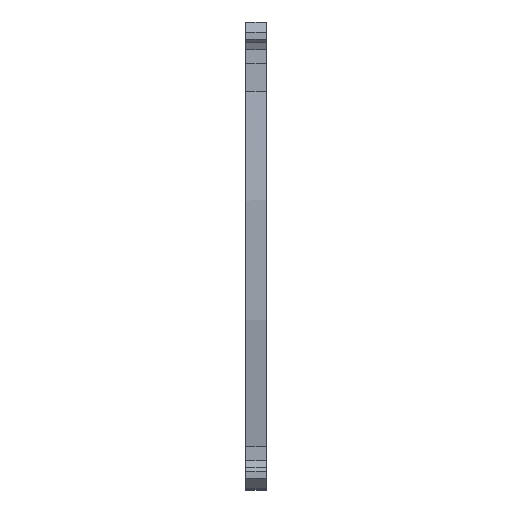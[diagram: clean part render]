
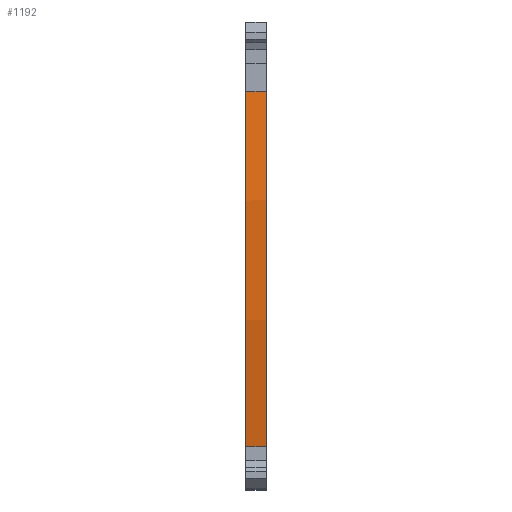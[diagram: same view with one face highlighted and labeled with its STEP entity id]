
A CAD part, top view. The second image highlights one B-rep face of the part: STEP entity #1192.
In plain terms, the highlighted free-form (B-spline) face has degree [3, 1] with [10, 2] control points.
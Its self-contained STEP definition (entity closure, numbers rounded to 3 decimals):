
#61 = CARTESIAN_POINT ( 'NONE',  ( 1.5, 306., 92.275 ) ) ;
#148 = VERTEX_POINT ( 'NONE', #2949 ) ;
#161 = VECTOR ( 'NONE', #1605, 1000. ) ;
#168 = VERTEX_POINT ( 'NONE', #4338 ) ;
#198 = VERTEX_POINT ( 'NONE', #353 ) ;
#207 = VERTEX_POINT ( 'NONE', #61 ) ;
#353 = CARTESIAN_POINT ( 'NONE',  ( 1.5, 357., 93.834 ) ) ;
#412 = B_SPLINE_CURVE_WITH_KNOTS ( 'NONE', 3,
 ( #2570, #2754, #2498, #2473, #2425, #2417, #2382, #2367, #2342, #2312 ),
 .UNSPECIFIED., .F., .F.,
 ( 4, 2, 2, 2, 4 ),
 ( 0., 0.087, 0.401, 0.715, 1. ),
 .UNSPECIFIED. ) ;
#595 = EDGE_LOOP ( 'NONE', ( #1291, #1302, #1307, #1321 ) ) ;
#1094 = B_SPLINE_CURVE_WITH_KNOTS ( 'NONE', 3,
 ( #1509, #1514, #1478, #1474, #1456, #1432, #1422, #1413, #1402, #1383, #1376, #1365, #1359, #1348, #1329, #1319, #1308, #1293, #1286, #1276, #1270, #1256, #1251, #1241, #1236 ),
 .UNSPECIFIED., .F., .F.,
 ( 4, 1, 1, 1, 2, 2, 1, 1, 1, 2, 2, 1, 1, 1, 2, 2, 4 ),
 ( 0., 0.125, 0.188, 0.219, 0.234, 0.25, 0.375, 0.438, 0.469, 0.484, 0.5, 0.625, 0.688, 0.719, 0.734, 0.75, 1. ),
 .UNSPECIFIED. ) ;
#1153 = DIRECTION ( 'NONE',  ( -1., 0., 0. ) ) ;
#1163 = CARTESIAN_POINT ( 'NONE',  ( 1.5, 306., 92.275 ) ) ;
#1192 = ADVANCED_FACE ( 'NONE', ( #1491 ), #3868, .F. ) ;
#1236 = CARTESIAN_POINT ( 'NONE',  ( 1.5, 306., 92.275 ) ) ;
#1241 = CARTESIAN_POINT ( 'NONE',  ( 1.5, 310.595, 93.275 ) ) ;
#1251 = CARTESIAN_POINT ( 'NONE',  ( 1.5, 315.129, 94.058 ) ) ;
#1256 = CARTESIAN_POINT ( 'NONE',  ( 1.5, 319.882, 94.659 ) ) ;
#1270 = CARTESIAN_POINT ( 'NONE',  ( 1.5, 320.159, 94.693 ) ) ;
#1276 = CARTESIAN_POINT ( 'NONE',  ( 1.5, 320.714, 94.76 ) ) ;
#1286 = CARTESIAN_POINT ( 'NONE',  ( 1.5, 321.547, 94.858 ) ) ;
#1291 = ORIENTED_EDGE ( 'NONE', *, *, #3998, .T. ) ;
#1293 = CARTESIAN_POINT ( 'NONE',  ( 1.5, 323.482, 95.069 ) ) ;
#1302 = ORIENTED_EDGE ( 'NONE', *, *, #3576, .F. ) ;
#1307 = ORIENTED_EDGE ( 'NONE', *, *, #3570, .F. ) ;
#1308 = CARTESIAN_POINT ( 'NONE',  ( 1.5, 327.327, 95.419 ) ) ;
#1319 = CARTESIAN_POINT ( 'NONE',  ( 1.5, 330.577, 95.596 ) ) ;
#1321 = ORIENTED_EDGE ( 'NONE', *, *, #3565, .T. ) ;
#1329 = CARTESIAN_POINT ( 'NONE',  ( 1.5, 332.992, 95.667 ) ) ;
#1348 = CARTESIAN_POINT ( 'NONE',  ( 1.5, 333.256, 95.674 ) ) ;
#1359 = CARTESIAN_POINT ( 'NONE',  ( 1.5, 333.788, 95.686 ) ) ;
#1365 = CARTESIAN_POINT ( 'NONE',  ( 1.5, 334.585, 95.702 ) ) ;
#1376 = CARTESIAN_POINT ( 'NONE',  ( 1.5, 336.435, 95.722 ) ) ;
#1383 = CARTESIAN_POINT ( 'NONE',  ( 1.5, 340.103, 95.69 ) ) ;
#1402 = CARTESIAN_POINT ( 'NONE',  ( 1.5, 343.19, 95.54 ) ) ;
#1413 = CARTESIAN_POINT ( 'NONE',  ( 1.5, 345.478, 95.367 ) ) ;
#1422 = CARTESIAN_POINT ( 'NONE',  ( 1.5, 345.728, 95.348 ) ) ;
#1432 = CARTESIAN_POINT ( 'NONE',  ( 1.5, 346.231, 95.306 ) ) ;
#1456 = CARTESIAN_POINT ( 'NONE',  ( 1.5, 346.985, 95.241 ) ) ;
#1474 = CARTESIAN_POINT ( 'NONE',  ( 1.5, 348.733, 95.073 ) ) ;
#1478 = CARTESIAN_POINT ( 'NONE',  ( 1.5, 352.192, 94.667 ) ) ;
#1491 = FACE_OUTER_BOUND ( 'NONE', #595, .T. ) ;
#1509 = CARTESIAN_POINT ( 'NONE',  ( 1.5, 357., 93.834 ) ) ;
#1514 = CARTESIAN_POINT ( 'NONE',  ( 1.5, 355.094, 94.199 ) ) ;
#1588 = CARTESIAN_POINT ( 'NONE',  ( 1.5, 357., 93.834 ) ) ;
#1605 = DIRECTION ( 'NONE',  ( -1., 0., 0. ) ) ;
#2312 = CARTESIAN_POINT ( 'NONE',  ( -1.5, 306., 92.275 ) ) ;
#2342 = CARTESIAN_POINT ( 'NONE',  ( -1.5, 311.241, 93.416 ) ) ;
#2367 = CARTESIAN_POINT ( 'NONE',  ( -1.5, 316.413, 94.275 ) ) ;
#2382 = CARTESIAN_POINT ( 'NONE',  ( -1.5, 327.049, 95.48 ) ) ;
#2417 = CARTESIAN_POINT ( 'NONE',  ( -1.5, 332.489, 95.764 ) ) ;
#2425 = CARTESIAN_POINT ( 'NONE',  ( -1.5, 343.015, 95.649 ) ) ;
#2473 = CARTESIAN_POINT ( 'NONE',  ( -1.5, 348.1, 95.249 ) ) ;
#2498 = CARTESIAN_POINT ( 'NONE',  ( -1.5, 354.336, 94.315 ) ) ;
#2570 = CARTESIAN_POINT ( 'NONE',  ( -1.5, 357., 93.834 ) ) ;
#2754 = CARTESIAN_POINT ( 'NONE',  ( -1.5, 355.676, 94.087 ) ) ;
#2949 = CARTESIAN_POINT ( 'NONE',  ( -1.5, 357., 93.834 ) ) ;
#2999 = CARTESIAN_POINT ( 'NONE',  ( -1.5, 348.1, 95.249 ) ) ;
#3011 = CARTESIAN_POINT ( 'NONE',  ( -1.5, 306., 92.275 ) ) ;
#3027 = CARTESIAN_POINT ( 'NONE',  ( 1.5, 306., 92.275 ) ) ;
#3037 = CARTESIAN_POINT ( 'NONE',  ( -1.5, 311.241, 93.416 ) ) ;
#3093 = CARTESIAN_POINT ( 'NONE',  ( -1.5, 316.413, 94.275 ) ) ;
#3103 = CARTESIAN_POINT ( 'NONE',  ( 1.5, 311.241, 93.416 ) ) ;
#3157 = CARTESIAN_POINT ( 'NONE',  ( 1.5, 343.015, 95.649 ) ) ;
#3217 = CARTESIAN_POINT ( 'NONE',  ( 1.5, 316.413, 94.275 ) ) ;
#3222 = CARTESIAN_POINT ( 'NONE',  ( -1.5, 327.049, 95.48 ) ) ;
#3233 = CARTESIAN_POINT ( 'NONE',  ( 1.5, 327.049, 95.48 ) ) ;
#3275 = CARTESIAN_POINT ( 'NONE',  ( -1.5, 332.489, 95.764 ) ) ;
#3318 = CARTESIAN_POINT ( 'NONE',  ( 1.5, 332.489, 95.764 ) ) ;
#3325 = CARTESIAN_POINT ( 'NONE',  ( -1.5, 343.015, 95.649 ) ) ;
#3341 = CARTESIAN_POINT ( 'NONE',  ( 1.5, 355.676, 94.087 ) ) ;
#3384 = CARTESIAN_POINT ( 'NONE',  ( -1.5, 354.336, 94.315 ) ) ;
#3395 = CARTESIAN_POINT ( 'NONE',  ( 1.5, 348.1, 95.249 ) ) ;
#3414 = LINE ( 'NONE', #1588, #161 ) ;
#3446 = CARTESIAN_POINT ( 'NONE',  ( 1.5, 357., 93.834 ) ) ;
#3467 = CARTESIAN_POINT ( 'NONE',  ( 1.5, 354.336, 94.315 ) ) ;
#3487 = CARTESIAN_POINT ( 'NONE',  ( -1.5, 355.676, 94.087 ) ) ;
#3530 = CARTESIAN_POINT ( 'NONE',  ( -1.5, 357., 93.834 ) ) ;
#3565 = EDGE_CURVE ( 'NONE', #198, #148, #3414, .T. ) ;
#3570 = EDGE_CURVE ( 'NONE', #198, #207, #1094, .T. ) ;
#3576 = EDGE_CURVE ( 'NONE', #207, #168, #4939, .T. ) ;
#3868 = B_SPLINE_SURFACE_WITH_KNOTS ( 'NONE', 3, 1, ( 
 ( #3446, #3530 ),
 ( #3341, #3487 ),
 ( #3467, #3384 ),
 ( #3395, #2999 ),
 ( #3157, #3325 ),
 ( #3318, #3275 ),
 ( #3233, #3222 ),
 ( #3217, #3093 ),
 ( #3103, #3037 ),
 ( #3027, #3011 ) ),
 .UNSPECIFIED., .F., .F., .F.,
 ( 4, 2, 2, 2, 4 ),
 ( 2, 2 ),
 ( 0.545, 0.563, 0.625, 0.687, 0.744 ),
 ( 0., 1. ),
 .UNSPECIFIED. ) ;
#3998 = EDGE_CURVE ( 'NONE', #148, #168, #412, .T. ) ;
#4338 = CARTESIAN_POINT ( 'NONE',  ( -1.5, 306., 92.275 ) ) ;
#4922 = VECTOR ( 'NONE', #1153, 1000. ) ;
#4939 = LINE ( 'NONE', #1163, #4922 ) ;
